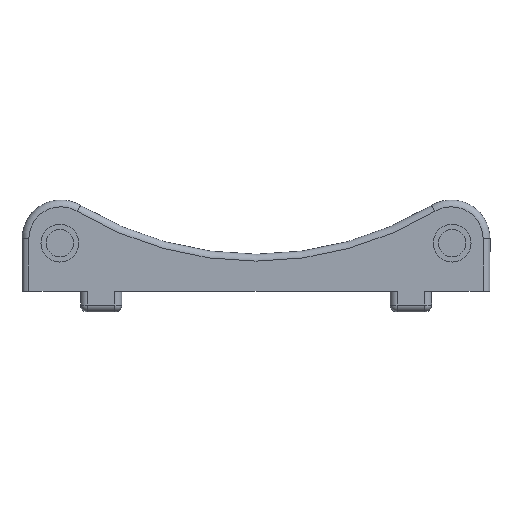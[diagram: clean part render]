
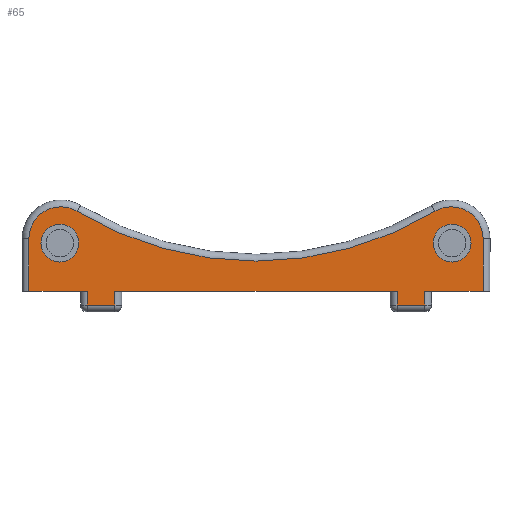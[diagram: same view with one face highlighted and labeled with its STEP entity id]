
A CAD part, top view. The second image highlights one B-rep face of the part: STEP entity #65.
In plain terms, the highlighted planar face has unit normal (0, 0, 1).
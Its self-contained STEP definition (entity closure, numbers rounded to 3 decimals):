
#13 = LINE ( 'NONE', #336, #200 ) ;
#15 = EDGE_LOOP ( 'NONE', ( #86, #273 ) ) ;
#20 = ORIENTED_EDGE ( 'NONE', *, *, #218, .T. ) ;
#25 = CARTESIAN_POINT ( 'NONE',  ( 0., 109.53, 4. ) ) ;
#30 = EDGE_CURVE ( 'NONE', #1132, #810, #1343, .T. ) ;
#42 = VECTOR ( 'NONE', #70, 1000. ) ;
#44 = FACE_BOUND ( 'NONE', #1001, .T. ) ;
#65 = ADVANCED_FACE ( 'NONE', ( #306, #44, #285 ), #1092, .T. ) ;
#70 = DIRECTION ( 'NONE',  ( 0., -1., 0. ) ) ;
#71 = ORIENTED_EDGE ( 'NONE', *, *, #766, .T. ) ;
#74 = CARTESIAN_POINT ( 'NONE',  ( -49., -4., 4. ) ) ;
#81 = EDGE_CURVE ( 'NONE', #792, #904, #13, .T. ) ;
#84 = VERTEX_POINT ( 'NONE', #327 ) ;
#86 = ORIENTED_EDGE ( 'NONE', *, *, #1190, .F. ) ;
#90 = CARTESIAN_POINT ( 'NONE',  ( -57., 14., 4. ) ) ;
#98 = DIRECTION ( 'NONE',  ( -1., 0., 0. ) ) ;
#118 = CARTESIAN_POINT ( 'NONE',  ( -41., 0., 4. ) ) ;
#134 = EDGE_CURVE ( 'NONE', #787, #1023, #1379, .T. ) ;
#137 = VECTOR ( 'NONE', #1065, 1000. ) ;
#147 = LINE ( 'NONE', #698, #652 ) ;
#150 = LINE ( 'NONE', #257, #834 ) ;
#160 = DIRECTION ( 'NONE',  ( 0., 0., 1. ) ) ;
#170 = VERTEX_POINT ( 'NONE', #886 ) ;
#179 = DIRECTION ( 'NONE',  ( 0., 1., 0. ) ) ;
#184 = ORIENTED_EDGE ( 'NONE', *, *, #782, .T. ) ;
#192 = CARTESIAN_POINT ( 'NONE',  ( -51.5, 14., 4. ) ) ;
#200 = VECTOR ( 'NONE', #1080, 1000. ) ;
#218 = EDGE_CURVE ( 'NONE', #729, #1202, #150, .T. ) ;
#224 = DIRECTION ( 'NONE',  ( 0., 0., 1. ) ) ;
#251 = DIRECTION ( 'NONE',  ( 0., 1., 0. ) ) ;
#257 = CARTESIAN_POINT ( 'NONE',  ( -41., 0., 4. ) ) ;
#268 = CARTESIAN_POINT ( 'NONE',  ( -68., 0., 4. ) ) ;
#269 = CARTESIAN_POINT ( 'NONE',  ( 49., 0., 4. ) ) ;
#273 = ORIENTED_EDGE ( 'NONE', *, *, #1119, .F. ) ;
#277 = DIRECTION ( 'NONE',  ( 1., 0., 0. ) ) ;
#279 = LINE ( 'NONE', #269, #1089 ) ;
#285 = FACE_OUTER_BOUND ( 'NONE', #839, .T. ) ;
#288 = ORIENTED_EDGE ( 'NONE', *, *, #934, .T. ) ;
#291 = ORIENTED_EDGE ( 'NONE', *, *, #30, .T. ) ;
#294 = CARTESIAN_POINT ( 'NONE',  ( -41., -4., 4. ) ) ;
#306 = FACE_BOUND ( 'NONE', #15, .T. ) ;
#311 = DIRECTION ( 'NONE',  ( 1., 0., 0. ) ) ;
#312 = ORIENTED_EDGE ( 'NONE', *, *, #134, .F. ) ;
#316 = VECTOR ( 'NONE', #311, 1000. ) ;
#324 = AXIS2_PLACEMENT_3D ( 'NONE', #731, #528, #98 ) ;
#327 = CARTESIAN_POINT ( 'NONE',  ( 41., -4., 4. ) ) ;
#328 = VERTEX_POINT ( 'NONE', #1143 ) ;
#336 = CARTESIAN_POINT ( 'NONE',  ( -49., -4., 4. ) ) ;
#338 = CARTESIAN_POINT ( 'NONE',  ( -51.973, 23.209, 4. ) ) ;
#344 = EDGE_CURVE ( 'NONE', #871, #770, #738, .T. ) ;
#367 = CARTESIAN_POINT ( 'NONE',  ( -62.5, 14., 4. ) ) ;
#373 = CARTESIAN_POINT ( 'NONE',  ( 41., -4., 4. ) ) ;
#395 = ORIENTED_EDGE ( 'NONE', *, *, #992, .T. ) ;
#414 = EDGE_CURVE ( 'NONE', #1023, #787, #1088, .T. ) ;
#440 = ORIENTED_EDGE ( 'NONE', *, *, #1284, .T. ) ;
#479 = AXIS2_PLACEMENT_3D ( 'NONE', #799, #160, #1013 ) ;
#489 = CIRCLE ( 'NONE', #324, 5.5 ) ;
#498 = ORIENTED_EDGE ( 'NONE', *, *, #910, .T. ) ;
#505 = CARTESIAN_POINT ( 'NONE',  ( 49., -4., 4. ) ) ;
#511 = ORIENTED_EDGE ( 'NONE', *, *, #813, .T. ) ;
#528 = DIRECTION ( 'NONE',  ( 0., 0., 1. ) ) ;
#539 = DIRECTION ( 'NONE',  ( 0., 0., -1. ) ) ;
#552 = CARTESIAN_POINT ( 'NONE',  ( 57., 14., 4. ) ) ;
#553 = LINE ( 'NONE', #373, #42 ) ;
#569 = LINE ( 'NONE', #580, #1104 ) ;
#580 = CARTESIAN_POINT ( 'NONE',  ( -39., 0., 4. ) ) ;
#585 = CARTESIAN_POINT ( 'NONE',  ( -41., -4., 4. ) ) ;
#616 = DIRECTION ( 'NONE',  ( 1., 0., 0. ) ) ;
#618 = ORIENTED_EDGE ( 'NONE', *, *, #414, .F. ) ;
#632 = DIRECTION ( 'NONE',  ( 1., 0., 0. ) ) ;
#647 = DIRECTION ( 'NONE',  ( 1., 0., 0. ) ) ;
#652 = VECTOR ( 'NONE', #798, 1000. ) ;
#679 = AXIS2_PLACEMENT_3D ( 'NONE', #25, #539, #647 ) ;
#688 = CARTESIAN_POINT ( 'NONE',  ( -49., 0., 4. ) ) ;
#698 = CARTESIAN_POINT ( 'NONE',  ( 66., 15.282, 4. ) ) ;
#707 = CIRCLE ( 'NONE', #964, 5.5 ) ;
#729 = VERTEX_POINT ( 'NONE', #585 ) ;
#731 = CARTESIAN_POINT ( 'NONE',  ( 57., 14., 4. ) ) ;
#738 = CIRCLE ( 'NONE', #479, 9.254 ) ;
#739 = VECTOR ( 'NONE', #277, 1000. ) ;
#750 = AXIS2_PLACEMENT_3D ( 'NONE', #785, #903, #1128 ) ;
#752 = LINE ( 'NONE', #268, #1226 ) ;
#761 = CARTESIAN_POINT ( 'NONE',  ( -57., 14., 4. ) ) ;
#766 = EDGE_CURVE ( 'NONE', #1147, #1132, #930, .T. ) ;
#770 = VERTEX_POINT ( 'NONE', #1011 ) ;
#777 = EDGE_CURVE ( 'NONE', #1297, #871, #147, .T. ) ;
#782 = EDGE_CURVE ( 'NONE', #925, #84, #553, .T. ) ;
#785 = CARTESIAN_POINT ( 'NONE',  ( -56.746, 15.282, 4. ) ) ;
#787 = VERTEX_POINT ( 'NONE', #367 ) ;
#792 = VERTEX_POINT ( 'NONE', #688 ) ;
#793 = DIRECTION ( 'NONE',  ( 1., 0., 0. ) ) ;
#798 = DIRECTION ( 'NONE',  ( 0., 1., 0. ) ) ;
#799 = CARTESIAN_POINT ( 'NONE',  ( 56.746, 15.282, 4. ) ) ;
#810 = VERTEX_POINT ( 'NONE', #896 ) ;
#813 = EDGE_CURVE ( 'NONE', #1202, #925, #569, .T. ) ;
#822 = ORIENTED_EDGE ( 'NONE', *, *, #344, .T. ) ;
#833 = CARTESIAN_POINT ( 'NONE',  ( -66., 15.282, 4. ) ) ;
#834 = VECTOR ( 'NONE', #251, 1000. ) ;
#839 = EDGE_LOOP ( 'NONE', ( #440, #936, #950, #20, #511, #184, #395, #288, #498, #1367, #822, #1169, #71, #291 ) ) ;
#868 = CARTESIAN_POINT ( 'NONE',  ( 56.746, 15.282, 4. ) ) ;
#870 = DIRECTION ( 'NONE',  ( 1., 0., 0. ) ) ;
#871 = VERTEX_POINT ( 'NONE', #1243 ) ;
#885 = VERTEX_POINT ( 'NONE', #1030 ) ;
#886 = CARTESIAN_POINT ( 'NONE',  ( 51.5, 14., 4. ) ) ;
#896 = CARTESIAN_POINT ( 'NONE',  ( -66., 0., 4. ) ) ;
#903 = DIRECTION ( 'NONE',  ( 0., 0., 1. ) ) ;
#904 = VERTEX_POINT ( 'NONE', #74 ) ;
#907 = CARTESIAN_POINT ( 'NONE',  ( 66., 0., 4. ) ) ;
#910 = EDGE_CURVE ( 'NONE', #328, #1297, #1020, .T. ) ;
#925 = VERTEX_POINT ( 'NONE', #1239 ) ;
#930 = CIRCLE ( 'NONE', #750, 9.254 ) ;
#934 = EDGE_CURVE ( 'NONE', #885, #328, #279, .T. ) ;
#936 = ORIENTED_EDGE ( 'NONE', *, *, #81, .T. ) ;
#940 = CARTESIAN_POINT ( 'NONE',  ( 62.5, 14., 4. ) ) ;
#948 = LINE ( 'NONE', #505, #1245 ) ;
#950 = ORIENTED_EDGE ( 'NONE', *, *, #1099, .T. ) ;
#961 = CARTESIAN_POINT ( 'NONE',  ( -66., 0., 4. ) ) ;
#964 = AXIS2_PLACEMENT_3D ( 'NONE', #552, #224, #1073 ) ;
#972 = DIRECTION ( 'NONE',  ( 0., 0., 1. ) ) ;
#979 = CIRCLE ( 'NONE', #679, 100.76 ) ;
#992 = EDGE_CURVE ( 'NONE', #84, #885, #948, .T. ) ;
#1001 = EDGE_LOOP ( 'NONE', ( #312, #618 ) ) ;
#1011 = CARTESIAN_POINT ( 'NONE',  ( 51.973, 23.209, 4. ) ) ;
#1013 = DIRECTION ( 'NONE',  ( 1., 0., 0. ) ) ;
#1020 = LINE ( 'NONE', #1152, #739 ) ;
#1023 = VERTEX_POINT ( 'NONE', #192 ) ;
#1030 = CARTESIAN_POINT ( 'NONE',  ( 49., -4., 4. ) ) ;
#1037 = VERTEX_POINT ( 'NONE', #940 ) ;
#1065 = DIRECTION ( 'NONE',  ( 0., -1., 0. ) ) ;
#1073 = DIRECTION ( 'NONE',  ( -1., 0., 0. ) ) ;
#1080 = DIRECTION ( 'NONE',  ( 0., -1., 0. ) ) ;
#1088 = CIRCLE ( 'NONE', #1267, 5.5 ) ;
#1089 = VECTOR ( 'NONE', #179, 1000. ) ;
#1092 = PLANE ( 'NONE',  #1094 ) ;
#1094 = AXIS2_PLACEMENT_3D ( 'NONE', #868, #1204, #1296 ) ;
#1099 = EDGE_CURVE ( 'NONE', #904, #729, #1377, .T. ) ;
#1104 = VECTOR ( 'NONE', #793, 1000. ) ;
#1119 = EDGE_CURVE ( 'NONE', #1037, #170, #489, .T. ) ;
#1128 = DIRECTION ( 'NONE',  ( 1., 0., 0. ) ) ;
#1132 = VERTEX_POINT ( 'NONE', #833 ) ;
#1143 = CARTESIAN_POINT ( 'NONE',  ( 49., 0., 4. ) ) ;
#1147 = VERTEX_POINT ( 'NONE', #338 ) ;
#1152 = CARTESIAN_POINT ( 'NONE',  ( 51., 0., 4. ) ) ;
#1169 = ORIENTED_EDGE ( 'NONE', *, *, #1172, .T. ) ;
#1172 = EDGE_CURVE ( 'NONE', #770, #1147, #979, .T. ) ;
#1190 = EDGE_CURVE ( 'NONE', #170, #1037, #707, .T. ) ;
#1202 = VERTEX_POINT ( 'NONE', #118 ) ;
#1204 = DIRECTION ( 'NONE',  ( 0., 0., 1. ) ) ;
#1226 = VECTOR ( 'NONE', #870, 1000. ) ;
#1239 = CARTESIAN_POINT ( 'NONE',  ( 41., 0., 4. ) ) ;
#1243 = CARTESIAN_POINT ( 'NONE',  ( 66., 15.282, 4. ) ) ;
#1245 = VECTOR ( 'NONE', #616, 1000. ) ;
#1267 = AXIS2_PLACEMENT_3D ( 'NONE', #90, #1271, #632 ) ;
#1271 = DIRECTION ( 'NONE',  ( 0., 0., 1. ) ) ;
#1284 = EDGE_CURVE ( 'NONE', #810, #792, #752, .T. ) ;
#1296 = DIRECTION ( 'NONE',  ( 1., 0., 0. ) ) ;
#1297 = VERTEX_POINT ( 'NONE', #907 ) ;
#1300 = DIRECTION ( 'NONE',  ( 1., 0., 0. ) ) ;
#1343 = LINE ( 'NONE', #961, #137 ) ;
#1365 = AXIS2_PLACEMENT_3D ( 'NONE', #761, #972, #1300 ) ;
#1367 = ORIENTED_EDGE ( 'NONE', *, *, #777, .T. ) ;
#1377 = LINE ( 'NONE', #294, #316 ) ;
#1379 = CIRCLE ( 'NONE', #1365, 5.5 ) ;
